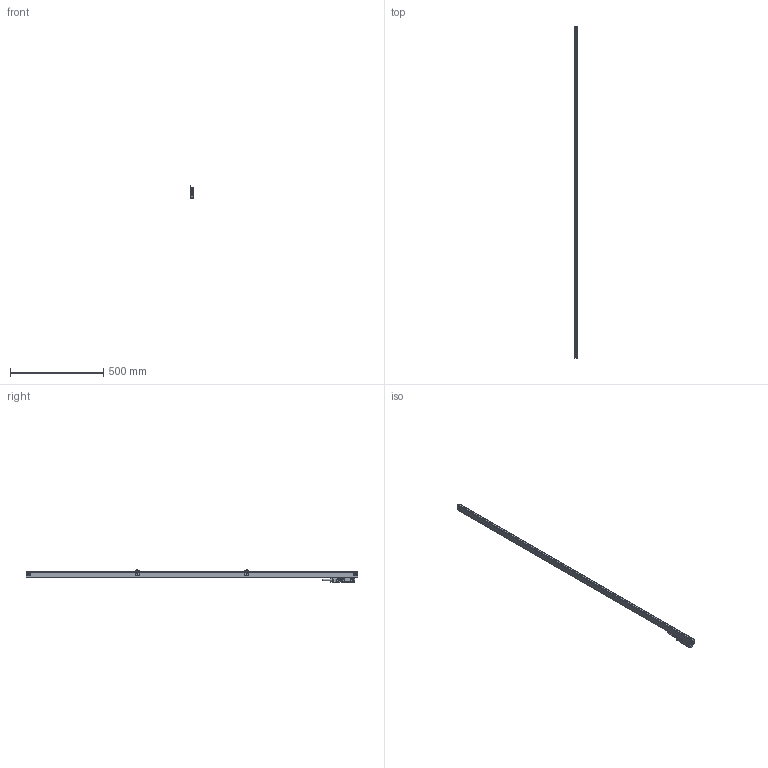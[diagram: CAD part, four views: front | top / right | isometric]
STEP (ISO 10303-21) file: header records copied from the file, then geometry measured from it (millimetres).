
FILE_DESCRIPTION(('CATIA V5 STEP'),'2;1');
FILE_NAME('SR77_R_164.stp','2010-05-27T09:55:16+00:00',('none'),('none'),'CATIA Version 5 Release 19 SP 6 (IN-10)','CATIA V5 STEP AP214','none');
FILE_SCHEMA(('AUTOMOTIVE_DESIGN { 1 0 10303 214 1 1 1 1 }'));
Length unit declared in the file: millimetre
Products named in the file (3): SR77_R_164; SR77_head_R; SR77_164_SCL_R
Assembly tree (2 placements, depth 2):
  SR77_R_164
    SR77_head_R
    SR77_164_SCL_R
Bounding box: 17.8 x 1778 x 65.4 mm (x, y, z)
Volume: 788787.7 mm3; surface area: 409250.3 mm2
Topology: 2 solids, 21 shells, 1740 faces, 4470 edges, 2836 vertices
Faces by surface type: plane 1018, cylinder 450, cone 174, torus 72, sphere 22, bspline 4
Entity records: 50162 total; most frequent: CARTESIAN_POINT 11860, ORIENTED_EDGE 8896, DIRECTION 6036, EDGE_CURVE 4448, VERTEX_POINT 2836, VECTOR 2487, LINE 2487, AXIS2_PLACEMENT_3D 2407
